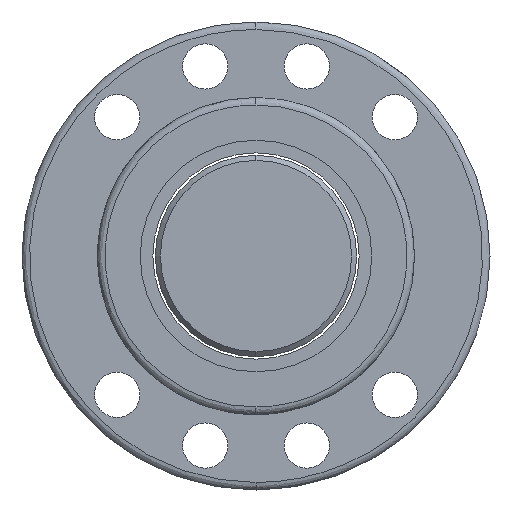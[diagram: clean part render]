
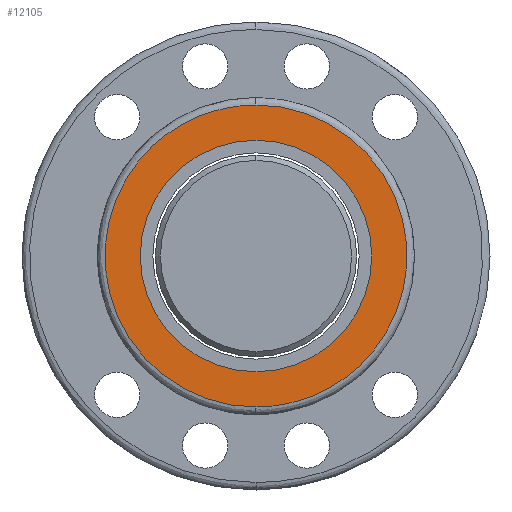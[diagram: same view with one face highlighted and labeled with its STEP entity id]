
A CAD part, left-side view. The second image highlights one B-rep face of the part: STEP entity #12105.
In plain terms, the highlighted planar face has unit normal (-1, 0, 0).
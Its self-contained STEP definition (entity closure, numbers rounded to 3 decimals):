
#536 = CARTESIAN_POINT ( 'NONE',  ( -120., -60., 30. ) ) ;
#560 = FACE_BOUND ( 'NONE', #24252, .T. ) ;
#882 = CIRCLE ( 'NONE', #17245, 23. ) ;
#1187 = VERTEX_POINT ( 'NONE', #5832 ) ;
#1231 = VERTEX_POINT ( 'NONE', #13569 ) ;
#1378 = DIRECTION ( 'NONE',  ( -1., 0., 0. ) ) ;
#1437 = EDGE_CURVE ( 'NONE', #1231, #1187, #21824, .T. ) ;
#2984 = CARTESIAN_POINT ( 'NONE',  ( -120., 0., 0. ) ) ;
#3467 = VERTEX_POINT ( 'NONE', #19866 ) ;
#4082 = EDGE_CURVE ( 'NONE', #6894, #3467, #882, .T. ) ;
#5832 = CARTESIAN_POINT ( 'NONE',  ( -120., 0., 30. ) ) ;
#6894 = VERTEX_POINT ( 'NONE', #11701 ) ;
#6942 = CARTESIAN_POINT ( 'NONE',  ( -120., 60., -30. ) ) ;
#7033 = ORIENTED_EDGE ( 'NONE', *, *, #24421, .F. ) ;
#8310 = CARTESIAN_POINT ( 'NONE',  ( -120., 0., 30. ) ) ;
#9889 = DIRECTION ( 'NONE',  ( 1., 0., 0. ) ) ;
#10144 = PLANE ( 'NONE',  #15771 ) ;
#11701 = CARTESIAN_POINT ( 'NONE',  ( -120., 0., 23. ) ) ;
#12105 = ADVANCED_FACE ( 'NONE', ( #560, #22066 ), #10144, .F. ) ;
#12248 = ORIENTED_EDGE ( 'NONE', *, *, #1437, .F. ) ;
#12723 = CARTESIAN_POINT ( 'NONE',  ( -120., 0., -30. ) ) ;
#12841 = EDGE_CURVE ( 'NONE', #3467, #6894, #15694, .T. ) ;
#12849 =( BOUNDED_CURVE ( )  B_SPLINE_CURVE ( 3, ( #8310, #536, #21879, #18196 ),
 .UNSPECIFIED., .F., .T. ) 
 B_SPLINE_CURVE_WITH_KNOTS ( ( 4, 4 ),
 ( 0.5, 1. ),
 .UNSPECIFIED. ) 
 CURVE ( )  GEOMETRIC_REPRESENTATION_ITEM ( )  RATIONAL_B_SPLINE_CURVE ( ( 1., 0.333, 0.333, 1. ) ) 
 REPRESENTATION_ITEM ( '' )  );
#13304 = DIRECTION ( 'NONE',  ( 0., 0., -1. ) ) ;
#13569 = CARTESIAN_POINT ( 'NONE',  ( -120., 0., -30. ) ) ;
#14592 = CARTESIAN_POINT ( 'NONE',  ( -120., 60., 30. ) ) ;
#15694 = CIRCLE ( 'NONE', #18489, 23. ) ;
#15771 = AXIS2_PLACEMENT_3D ( 'NONE', #21640, #9889, #19650 ) ;
#16610 = ORIENTED_EDGE ( 'NONE', *, *, #4082, .F. ) ;
#17245 = AXIS2_PLACEMENT_3D ( 'NONE', #2984, #1378, #18551 ) ;
#18196 = CARTESIAN_POINT ( 'NONE',  ( -120., 0., -30. ) ) ;
#18489 = AXIS2_PLACEMENT_3D ( 'NONE', #24750, #22873, #13304 ) ;
#18551 = DIRECTION ( 'NONE',  ( 0., 0., -1. ) ) ;
#19650 = DIRECTION ( 'NONE',  ( 0., 0., -1. ) ) ;
#19866 = CARTESIAN_POINT ( 'NONE',  ( -120., 0., -23. ) ) ;
#20686 = ORIENTED_EDGE ( 'NONE', *, *, #12841, .F. ) ;
#21640 = CARTESIAN_POINT ( 'NONE',  ( -120., 26.5, 0. ) ) ;
#21824 =( BOUNDED_CURVE ( )  B_SPLINE_CURVE ( 3, ( #12723, #6942, #14592, #24579 ),
 .UNSPECIFIED., .F., .F. ) 
 B_SPLINE_CURVE_WITH_KNOTS ( ( 4, 4 ),
 ( 0., 0.5 ),
 .UNSPECIFIED. ) 
 CURVE ( )  GEOMETRIC_REPRESENTATION_ITEM ( )  RATIONAL_B_SPLINE_CURVE ( ( 1., 0.333, 0.333, 1. ) ) 
 REPRESENTATION_ITEM ( '' )  );
#21879 = CARTESIAN_POINT ( 'NONE',  ( -120., -60., -30. ) ) ;
#22066 = FACE_OUTER_BOUND ( 'NONE', #22118, .T. ) ;
#22118 = EDGE_LOOP ( 'NONE', ( #12248, #7033 ) ) ;
#22873 = DIRECTION ( 'NONE',  ( -1., 0., 0. ) ) ;
#24252 = EDGE_LOOP ( 'NONE', ( #20686, #16610 ) ) ;
#24421 = EDGE_CURVE ( 'NONE', #1187, #1231, #12849, .T. ) ;
#24579 = CARTESIAN_POINT ( 'NONE',  ( -120., 0., 30. ) ) ;
#24750 = CARTESIAN_POINT ( 'NONE',  ( -120., 0., 0. ) ) ;
